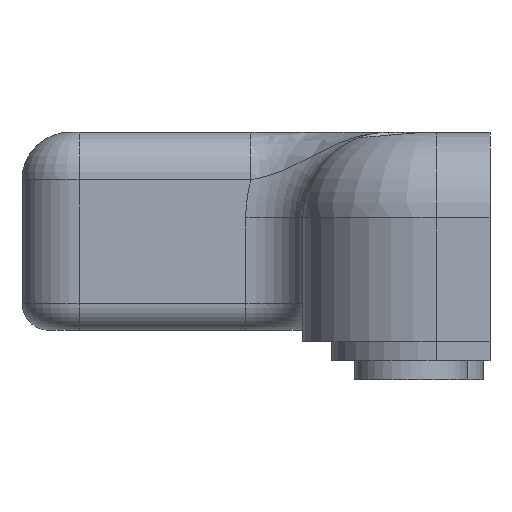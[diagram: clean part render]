
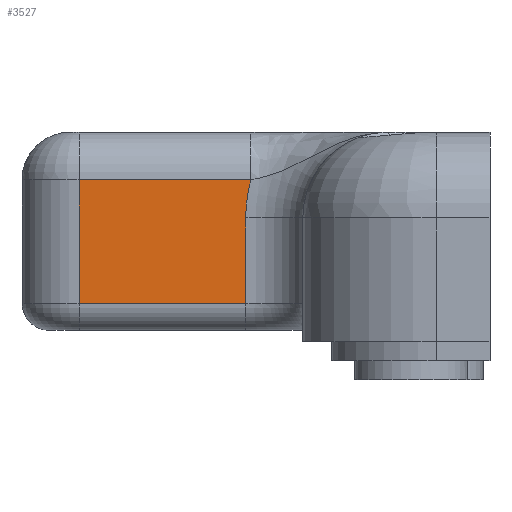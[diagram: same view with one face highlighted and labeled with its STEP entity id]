
A CAD part, front view. The second image highlights one B-rep face of the part: STEP entity #3527.
In plain terms, the highlighted planar face has unit normal (0, -1, 0).
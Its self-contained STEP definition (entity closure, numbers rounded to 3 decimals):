
#116 = LINE ( 'NONE', #1837, #548 ) ;
#146 = CARTESIAN_POINT ( 'NONE',  ( -3., 39.45, -7. ) ) ;
#214 = AXIS2_PLACEMENT_3D ( 'NONE', #1280, #1736, #5009 ) ;
#232 = PLANE ( 'NONE',  #3581 ) ;
#278 = CARTESIAN_POINT ( 'NONE',  ( -11.75, 39.45, -0.5 ) ) ;
#379 = VERTEX_POINT ( 'NONE', #3512 ) ;
#469 = VERTEX_POINT ( 'NONE', #4951 ) ;
#508 = ORIENTED_EDGE ( 'NONE', *, *, #3117, .T. ) ;
#548 = VECTOR ( 'NONE', #4144, 1000. ) ;
#916 = VERTEX_POINT ( 'NONE', #278 ) ;
#1037 = LINE ( 'NONE', #1151, #4678 ) ;
#1077 = EDGE_CURVE ( 'NONE', #469, #916, #116, .T. ) ;
#1107 = VERTEX_POINT ( 'NONE', #4606 ) ;
#1151 = CARTESIAN_POINT ( 'NONE',  ( -3., 39.45, -0.5 ) ) ;
#1280 = CARTESIAN_POINT ( 'NONE',  ( 4.5, 39.45, -2.5 ) ) ;
#1379 = CARTESIAN_POINT ( 'NONE',  ( 5.5, 39.45, -7. ) ) ;
#1460 = CARTESIAN_POINT ( 'NONE',  ( -11.75, 39.45, -0.5 ) ) ;
#1663 = CARTESIAN_POINT ( 'NONE',  ( -14.75, 39.45, -0.5 ) ) ;
#1736 = DIRECTION ( 'NONE',  ( 0., 1., 0. ) ) ;
#1837 = CARTESIAN_POINT ( 'NONE',  ( -14.75, 39.45, -0.5 ) ) ;
#1853 = ORIENTED_EDGE ( 'NONE', *, *, #1077, .T. ) ;
#2055 = EDGE_CURVE ( 'NONE', #3416, #379, #1037, .T. ) ;
#2112 = DIRECTION ( 'NONE',  ( 0., -1., 0. ) ) ;
#2260 = VECTOR ( 'NONE', #3269, 1000. ) ;
#2305 = DIRECTION ( 'NONE',  ( 1., 0., 0. ) ) ;
#2404 = VECTOR ( 'NONE', #2305, 1000. ) ;
#2484 = ORIENTED_EDGE ( 'NONE', *, *, #3309, .T. ) ;
#2908 = LINE ( 'NONE', #1460, #2260 ) ;
#3117 = EDGE_CURVE ( 'NONE', #1107, #3416, #3934, .T. ) ;
#3269 = DIRECTION ( 'NONE',  ( 0., 0., -1. ) ) ;
#3309 = EDGE_CURVE ( 'NONE', #916, #1107, #2908, .T. ) ;
#3416 = VERTEX_POINT ( 'NONE', #146 ) ;
#3512 = CARTESIAN_POINT ( 'NONE',  ( -3., 39.45, -2.5 ) ) ;
#3527 = ADVANCED_FACE ( 'NONE', ( #5505 ), #232, .T. ) ;
#3581 = AXIS2_PLACEMENT_3D ( 'NONE', #1663, #2112, #5391 ) ;
#3934 = LINE ( 'NONE', #1379, #2404 ) ;
#3954 = EDGE_LOOP ( 'NONE', ( #5847, #1853, #2484, #508, #5184 ) ) ;
#4144 = DIRECTION ( 'NONE',  ( -1., 0., 0. ) ) ;
#4406 = DIRECTION ( 'NONE',  ( 0., 0., 1. ) ) ;
#4598 = CIRCLE ( 'NONE', #214, 7.5 ) ;
#4606 = CARTESIAN_POINT ( 'NONE',  ( -11.75, 39.45, -7. ) ) ;
#4678 = VECTOR ( 'NONE', #4406, 1000. ) ;
#4951 = CARTESIAN_POINT ( 'NONE',  ( -2.728, 39.45, -0.5 ) ) ;
#5009 = DIRECTION ( 'NONE',  ( 0., 0., -1. ) ) ;
#5171 = EDGE_CURVE ( 'NONE', #379, #469, #4598, .T. ) ;
#5184 = ORIENTED_EDGE ( 'NONE', *, *, #2055, .T. ) ;
#5391 = DIRECTION ( 'NONE',  ( 0., 0., -1. ) ) ;
#5505 = FACE_OUTER_BOUND ( 'NONE', #3954, .T. ) ;
#5847 = ORIENTED_EDGE ( 'NONE', *, *, #5171, .T. ) ;
